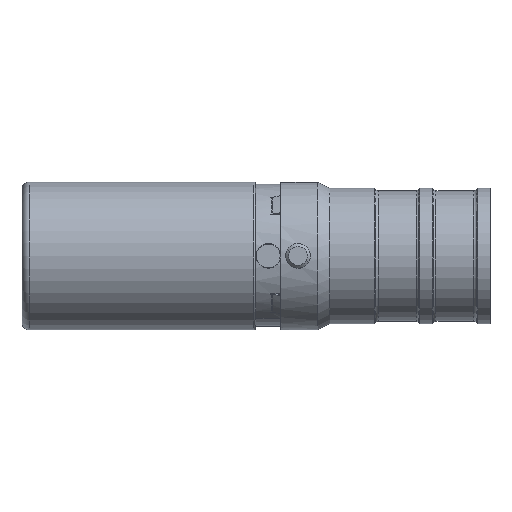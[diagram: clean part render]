
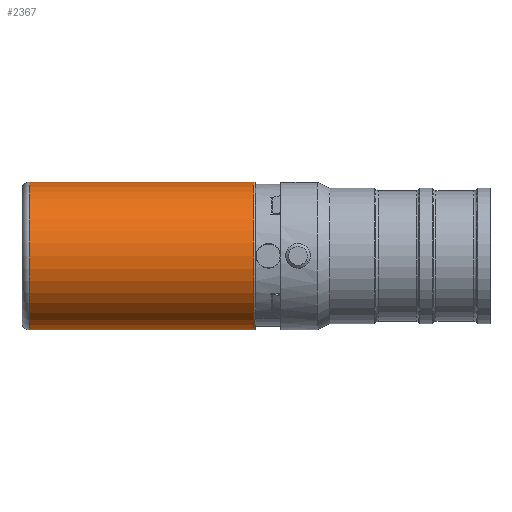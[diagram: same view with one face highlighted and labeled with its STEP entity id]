
A CAD part, top view. The second image highlights one B-rep face of the part: STEP entity #2367.
In plain terms, the highlighted cylindrical face has radius 19.05 mm (diameter 38.1 mm), a partial arc.
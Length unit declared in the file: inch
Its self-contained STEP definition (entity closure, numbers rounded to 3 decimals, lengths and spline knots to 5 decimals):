
#124 = VERTEX_POINT ( 'NONE', #2718 ) ;
#168 = AXIS2_PLACEMENT_3D ( 'NONE', #3238, #978, #1372 ) ;
#518 = AXIS2_PLACEMENT_3D ( 'NONE', #5533, #5069, #3663 ) ;
#542 = VERTEX_POINT ( 'NONE', #4917 ) ;
#569 = VERTEX_POINT ( 'NONE', #4429 ) ;
#629 = LINE ( 'NONE', #4691, #3764 ) ;
#978 = DIRECTION ( 'NONE',  ( -1., 0., 0. ) ) ;
#1258 = DIRECTION ( 'NONE',  ( 0., -1., 0. ) ) ;
#1372 = DIRECTION ( 'NONE',  ( 0., -1., 0. ) ) ;
#1503 = VECTOR ( 'NONE', #5213, 39.37008 ) ;
#1731 = CARTESIAN_POINT ( 'NONE',  ( -4.19823, -0.03245, 1.02346 ) ) ;
#1876 = CYLINDRICAL_SURFACE ( 'NONE', #168, 0.75 ) ;
#2309 = AXIS2_PLACEMENT_3D ( 'NONE', #1731, #4513, #1258 ) ;
#2367 = ADVANCED_FACE ( 'NONE', ( #4660 ), #1876, .T. ) ;
#2483 = EDGE_LOOP ( 'NONE', ( #5260, #4725, #4992, #4344 ) ) ;
#2484 = CIRCLE ( 'NONE', #518, 0.75 ) ;
#2592 = CIRCLE ( 'NONE', #2309, 0.75 ) ;
#2718 = CARTESIAN_POINT ( 'NONE',  ( -1.91886, -0.78245, 1.02346 ) ) ;
#2922 = EDGE_CURVE ( 'NONE', #124, #569, #629, .T. ) ;
#2948 = EDGE_CURVE ( 'NONE', #5473, #542, #4760, .T. ) ;
#3230 = CARTESIAN_POINT ( 'NONE',  ( -1.91886, 0.71755, 1.02346 ) ) ;
#3238 = CARTESIAN_POINT ( 'NONE',  ( -1.89917, -0.03245, 1.02346 ) ) ;
#3663 = DIRECTION ( 'NONE',  ( 0., -1., 0. ) ) ;
#3764 = VECTOR ( 'NONE', #4200, 39.37008 ) ;
#4200 = DIRECTION ( 'NONE',  ( -1., 0., 0. ) ) ;
#4344 = ORIENTED_EDGE ( 'NONE', *, *, #5890, .F. ) ;
#4429 = CARTESIAN_POINT ( 'NONE',  ( -4.19823, -0.78245, 1.02346 ) ) ;
#4513 = DIRECTION ( 'NONE',  ( -1., 0., 0. ) ) ;
#4660 = FACE_OUTER_BOUND ( 'NONE', #2483, .T. ) ;
#4691 = CARTESIAN_POINT ( 'NONE',  ( -1.91886, -0.78245, 1.02346 ) ) ;
#4725 = ORIENTED_EDGE ( 'NONE', *, *, #5279, .T. ) ;
#4760 = LINE ( 'NONE', #5119, #1503 ) ;
#4917 = CARTESIAN_POINT ( 'NONE',  ( -4.19823, 0.71755, 1.02346 ) ) ;
#4992 = ORIENTED_EDGE ( 'NONE', *, *, #2948, .T. ) ;
#5069 = DIRECTION ( 'NONE',  ( -1., 0., 0. ) ) ;
#5119 = CARTESIAN_POINT ( 'NONE',  ( -1.91886, 0.71755, 1.02346 ) ) ;
#5213 = DIRECTION ( 'NONE',  ( -1., 0., 0. ) ) ;
#5260 = ORIENTED_EDGE ( 'NONE', *, *, #2922, .F. ) ;
#5279 = EDGE_CURVE ( 'NONE', #124, #5473, #2484, .T. ) ;
#5473 = VERTEX_POINT ( 'NONE', #3230 ) ;
#5533 = CARTESIAN_POINT ( 'NONE',  ( -1.91886, -0.03245, 1.02346 ) ) ;
#5890 = EDGE_CURVE ( 'NONE', #569, #542, #2592, .T. ) ;
